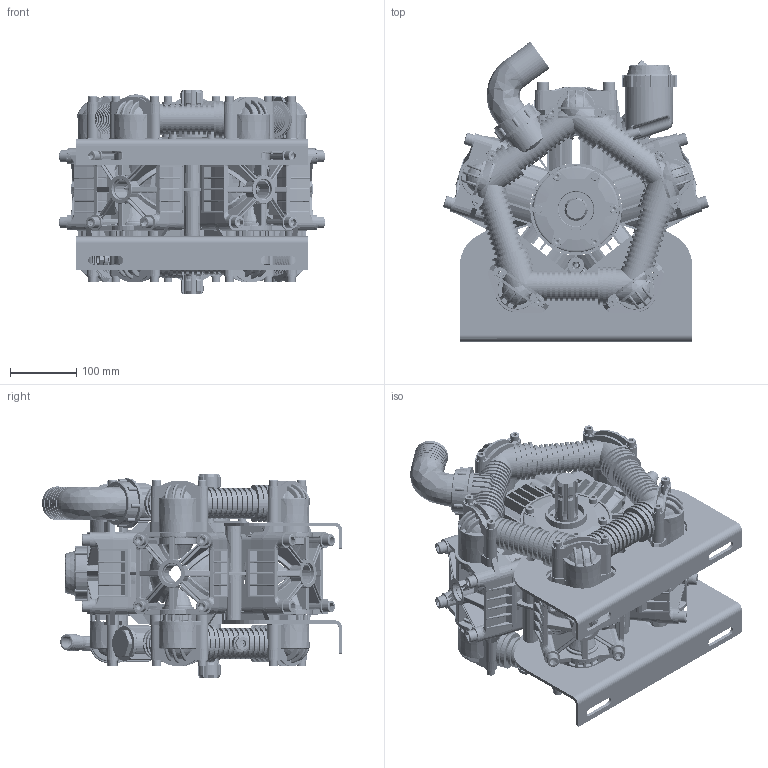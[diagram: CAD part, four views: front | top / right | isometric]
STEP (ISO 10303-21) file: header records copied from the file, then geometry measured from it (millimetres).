
FILE_DESCRIPTION (( 'STEP AP214' ), '1' );
FILE_NAME ('9915-DP2505.STEP', '2022-04-25T18:54:14', ( '' ), ( '' ), 'SwSTEP 2.0', 'SolidWorks 2017', '' );
FILE_SCHEMA (( 'AUTOMOTIVE_DESIGN' ));
Products named in the file (2): 9915-DP2505
Bounding box: 400.85 x 452.18 x 308 mm (x, y, z)
Surface area: 1604057.4 mm2 (no closed solid volume)
Topology: 0 solids, 216 shells, 6693 faces, 22065 edges, 14959 vertices
Faces by surface type: plane 2415, cylinder 2123, bspline 1597, cone 547, torus 11
Entity records: 382643 total; most frequent: CARTESIAN_POINT 213641, ORIENTED_EDGE 36264, DIRECTION 29252, EDGE_CURVE 21879, VERTEX_POINT 14959, AXIS2_PLACEMENT_3D 10532, LINE 8188, VECTOR 8188
